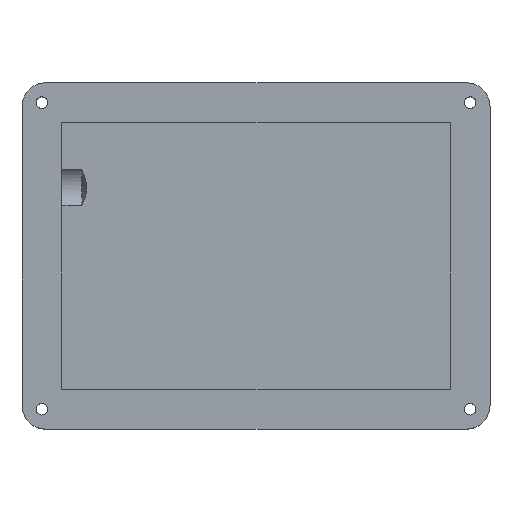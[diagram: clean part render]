
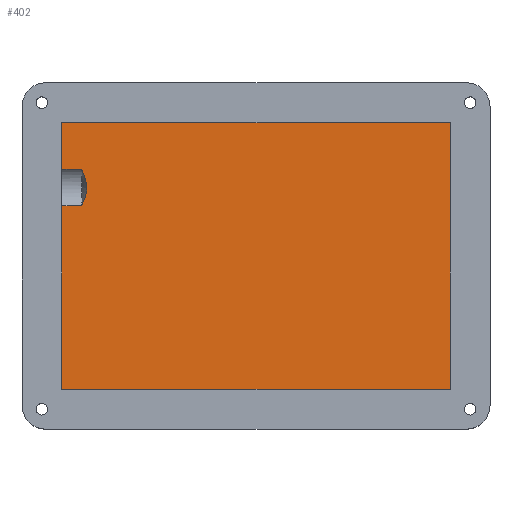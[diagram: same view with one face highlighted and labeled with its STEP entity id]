
A CAD part, top view. The second image highlights one B-rep face of the part: STEP entity #402.
In plain terms, the highlighted planar face has unit normal (0, 0, 1).
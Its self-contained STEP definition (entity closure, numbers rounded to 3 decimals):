
#25=PLANE('',#429);
#37=LINE('',#599,#73);
#38=LINE('',#601,#74);
#39=LINE('',#605,#75);
#40=LINE('',#607,#76);
#41=LINE('',#609,#77);
#42=LINE('',#611,#78);
#43=LINE('',#612,#79);
#73=VECTOR('',#477,10.);
#74=VECTOR('',#478,10.);
#75=VECTOR('',#483,10.);
#76=VECTOR('',#484,10.);
#77=VECTOR('',#485,10.);
#78=VECTOR('',#486,10.);
#79=VECTOR('',#487,10.);
#119=FACE_OUTER_BOUND('',#140,.T.);
#140=EDGE_LOOP('',(#295,#296,#297,#298,#299,#300,#301,#302));
#189=(
BOUNDED_CURVE()
B_SPLINE_CURVE(2,(#588,#589,#590),.UNSPECIFIED.,.F.,.F.)
B_SPLINE_CURVE_WITH_KNOTS((3,3),(0.,0.957),.UNSPECIFIED.)
CURVE()
GEOMETRIC_REPRESENTATION_ITEM()
RATIONAL_B_SPLINE_CURVE((1.,1.561,1.))
REPRESENTATION_ITEM('')
);
#190=VERTEX_POINT('',#586);
#191=VERTEX_POINT('',#587);
#194=VERTEX_POINT('',#597);
#195=VERTEX_POINT('',#600);
#196=VERTEX_POINT('',#604);
#197=VERTEX_POINT('',#606);
#198=VERTEX_POINT('',#608);
#199=VERTEX_POINT('',#610);
#228=EDGE_CURVE('',#190,#191,#189,.T.);
#233=EDGE_CURVE('',#191,#194,#37,.T.);
#234=EDGE_CURVE('',#195,#190,#38,.T.);
#236=EDGE_CURVE('',#194,#196,#39,.T.);
#237=EDGE_CURVE('',#196,#197,#40,.T.);
#238=EDGE_CURVE('',#197,#198,#41,.T.);
#239=EDGE_CURVE('',#198,#199,#42,.T.);
#240=EDGE_CURVE('',#199,#195,#43,.T.);
#295=ORIENTED_EDGE('',*,*,#234,.T.);
#296=ORIENTED_EDGE('',*,*,#228,.T.);
#297=ORIENTED_EDGE('',*,*,#233,.T.);
#298=ORIENTED_EDGE('',*,*,#236,.T.);
#299=ORIENTED_EDGE('',*,*,#237,.T.);
#300=ORIENTED_EDGE('',*,*,#238,.T.);
#301=ORIENTED_EDGE('',*,*,#239,.T.);
#302=ORIENTED_EDGE('',*,*,#240,.T.);
#402=ADVANCED_FACE('',(#119),#25,.T.);
#429=AXIS2_PLACEMENT_3D('',#603,#481,#482);
#477=DIRECTION('',(-1.,0.,0.));
#478=DIRECTION('',(1.,0.,0.));
#481=DIRECTION('center_axis',(0.,0.,1.));
#482=DIRECTION('ref_axis',(1.,0.,0.));
#483=DIRECTION('',(0.,-1.,0.));
#484=DIRECTION('',(1.,0.,0.));
#485=DIRECTION('',(0.,1.,0.));
#486=DIRECTION('',(-1.,0.,0.));
#487=DIRECTION('',(0.,-1.,0.));
#586=CARTESIAN_POINT('',(-2.263,-61.303,-10.));
#587=CARTESIAN_POINT('',(-2.263,-70.519,-10.));
#588=CARTESIAN_POINT('Ctrl Pts',(-2.263,-61.303,-10.));
#589=CARTESIAN_POINT('Ctrl Pts',(-0.137,-65.911,-10.));
#590=CARTESIAN_POINT('Ctrl Pts',(-2.263,-70.519,-10.));
#597=CARTESIAN_POINT('',(-7.263,-70.519,-10.));
#599=CARTESIAN_POINT('',(-9.763,-70.519,-10.));
#600=CARTESIAN_POINT('',(-7.263,-61.303,-10.));
#601=CARTESIAN_POINT('',(-9.763,-61.303,-10.));
#603=CARTESIAN_POINT('Origin',(41.552,-83.125,-10.));
#604=CARTESIAN_POINT('',(-7.263,-116.653,-10.));
#605=CARTESIAN_POINT('',(-7.263,-99.889,-10.));
#606=CARTESIAN_POINT('',(90.368,-116.653,-10.));
#607=CARTESIAN_POINT('',(65.96,-116.653,-10.));
#608=CARTESIAN_POINT('',(90.368,-49.597,-10.));
#609=CARTESIAN_POINT('',(90.368,-66.361,-10.));
#610=CARTESIAN_POINT('',(-7.263,-49.597,-10.));
#611=CARTESIAN_POINT('',(17.144,-49.597,-10.));
#612=CARTESIAN_POINT('',(-7.263,-99.889,-10.));
